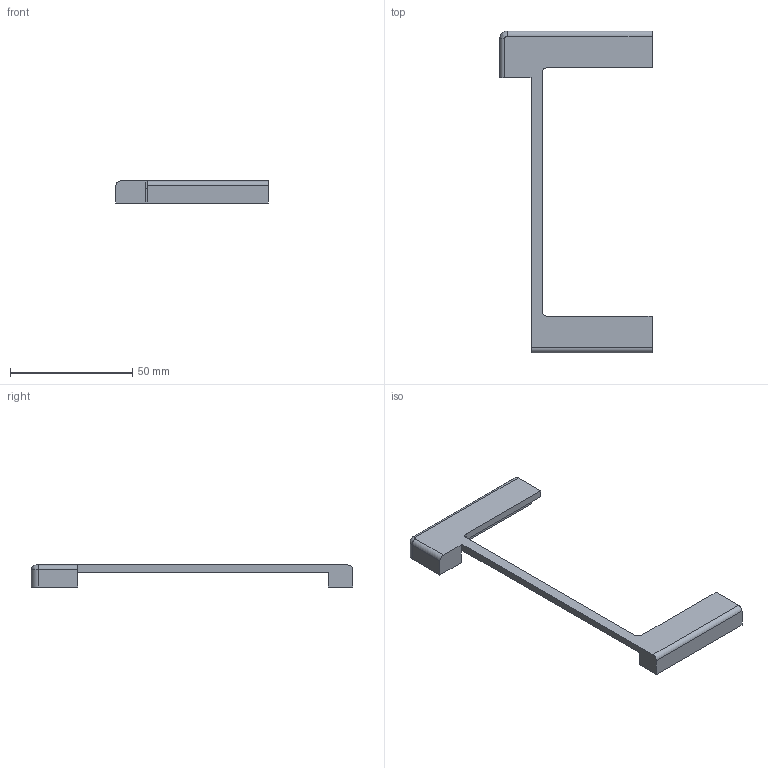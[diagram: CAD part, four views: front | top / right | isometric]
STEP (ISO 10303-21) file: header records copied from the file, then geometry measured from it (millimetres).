
FILE_DESCRIPTION(/* description */ (''),/* implementation_level */ '2;1');
FILE_NAME(/* name */ 'KB Top Case L2.step',/* time_stamp */ '2026-01-08T09:36:43+01:00',/* author */ (''),/* organization */ (''),/* preprocessor_version */ 'ST-DEVELOPER v20.1',/* originating_system */ 'Autodesk Translation Framework v14.21.0.0',/* authorisation */ '');
FILE_SCHEMA (('AUTOMOTIVE_DESIGN { 1 0 10303 214 3 1 1 }'));
Length unit declared in the file: millimetre
Products named in the file (1): 2026-01-01-17-49-50-144
Bounding box: 62.29 x 131.54 x 9 mm (x, y, z)
Volume: 13686.3 mm3; surface area: 7535 mm2
Topology: 1 solids, 1 shells, 34 faces, 84 edges, 55 vertices
Faces by surface type: plane 24, cylinder 9, bspline 1
Full cylindrical faces by diameter (mm): 3 x3
Entity records: 1047 total; most frequent: CARTESIAN_POINT 182, DIRECTION 171, ORIENTED_EDGE 168, EDGE_CURVE 84, LINE 65, VECTOR 65, VERTEX_POINT 55, AXIS2_PLACEMENT_3D 53
